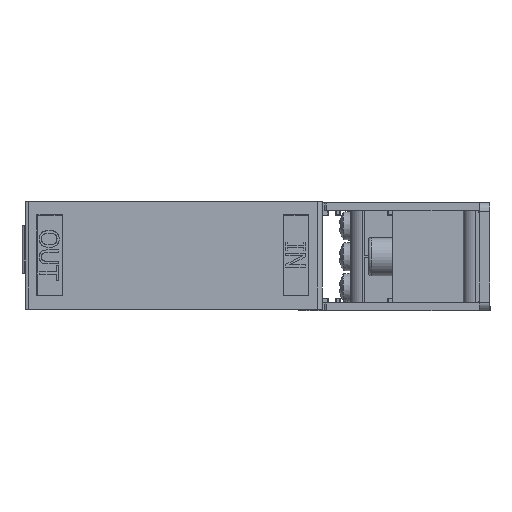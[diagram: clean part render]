
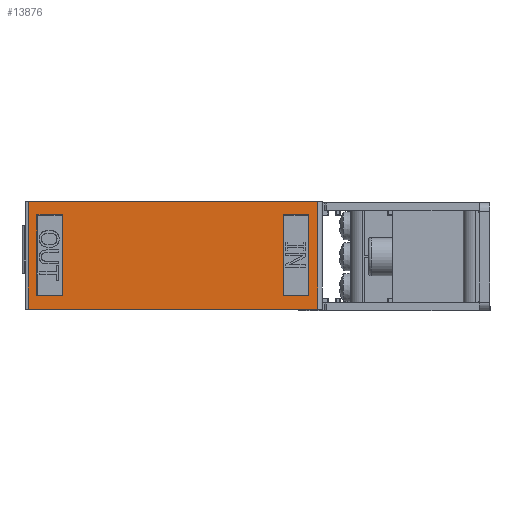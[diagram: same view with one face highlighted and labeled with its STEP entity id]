
A CAD part, left-side view. The second image highlights one B-rep face of the part: STEP entity #13876.
In plain terms, the highlighted face is planar.
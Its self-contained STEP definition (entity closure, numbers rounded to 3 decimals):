
#365=FACE_BOUND('',#2636,.T.);
#366=FACE_BOUND('',#2637,.T.);
#1026=PLANE('',#15060);
#1796=FACE_OUTER_BOUND('',#2635,.T.);
#2635=EDGE_LOOP('',(#12611,#12612,#12613,#12614));
#2636=EDGE_LOOP('',(#12615,#12616,#12617,#12618));
#2637=EDGE_LOOP('',(#12619,#12620,#12621,#12622));
#3825=LINE('',#24074,#5089);
#3829=LINE('',#24082,#5093);
#3832=LINE('',#24088,#5096);
#3835=LINE('',#24093,#5099);
#3849=LINE('',#24123,#5113);
#3853=LINE('',#24131,#5117);
#3856=LINE('',#24137,#5120);
#3859=LINE('',#24142,#5123);
#3861=LINE('',#24148,#5125);
#3862=LINE('',#24150,#5126);
#3863=LINE('',#24152,#5127);
#3864=LINE('',#24153,#5128);
#5089=VECTOR('',#18221,10.);
#5093=VECTOR('',#18227,10.);
#5096=VECTOR('',#18232,10.);
#5099=VECTOR('',#18237,10.);
#5113=VECTOR('',#18263,10.);
#5117=VECTOR('',#18269,10.);
#5120=VECTOR('',#18274,10.);
#5123=VECTOR('',#18279,10.);
#5125=VECTOR('',#18285,3.);
#5126=VECTOR('',#18286,10.);
#5127=VECTOR('',#18287,10.);
#5128=VECTOR('',#18288,10.);
#6847=VERTEX_POINT('',#24072);
#6848=VERTEX_POINT('',#24073);
#6851=VERTEX_POINT('',#24081);
#6853=VERTEX_POINT('',#24087);
#6863=VERTEX_POINT('',#24121);
#6864=VERTEX_POINT('',#24122);
#6867=VERTEX_POINT('',#24130);
#6869=VERTEX_POINT('',#24136);
#6871=VERTEX_POINT('',#24146);
#6872=VERTEX_POINT('',#24147);
#6873=VERTEX_POINT('',#24149);
#6874=VERTEX_POINT('',#24151);
#8775=EDGE_CURVE('',#6847,#6848,#3825,.T.);
#8779=EDGE_CURVE('',#6848,#6851,#3829,.T.);
#8782=EDGE_CURVE('',#6851,#6853,#3832,.T.);
#8785=EDGE_CURVE('',#6853,#6847,#3835,.T.);
#8799=EDGE_CURVE('',#6863,#6864,#3849,.T.);
#8803=EDGE_CURVE('',#6864,#6867,#3853,.T.);
#8806=EDGE_CURVE('',#6867,#6869,#3856,.T.);
#8809=EDGE_CURVE('',#6869,#6863,#3859,.T.);
#8811=EDGE_CURVE('',#6871,#6872,#3861,.T.);
#8812=EDGE_CURVE('',#6873,#6871,#3862,.T.);
#8813=EDGE_CURVE('',#6873,#6874,#3863,.T.);
#8814=EDGE_CURVE('',#6872,#6874,#3864,.T.);
#12611=ORIENTED_EDGE('',*,*,#8811,.F.);
#12612=ORIENTED_EDGE('',*,*,#8812,.F.);
#12613=ORIENTED_EDGE('',*,*,#8813,.T.);
#12614=ORIENTED_EDGE('',*,*,#8814,.F.);
#12615=ORIENTED_EDGE('',*,*,#8775,.T.);
#12616=ORIENTED_EDGE('',*,*,#8779,.T.);
#12617=ORIENTED_EDGE('',*,*,#8782,.T.);
#12618=ORIENTED_EDGE('',*,*,#8785,.T.);
#12619=ORIENTED_EDGE('',*,*,#8799,.T.);
#12620=ORIENTED_EDGE('',*,*,#8803,.T.);
#12621=ORIENTED_EDGE('',*,*,#8806,.T.);
#12622=ORIENTED_EDGE('',*,*,#8809,.T.);
#13876=ADVANCED_FACE('',(#1796,#365,#366),#1026,.T.);
#15060=AXIS2_PLACEMENT_3D('',#24145,#18283,#18284);
#18221=DIRECTION('',(0.,0.,-1.));
#18227=DIRECTION('',(1.,0.,0.));
#18232=DIRECTION('',(0.,0.,1.));
#18237=DIRECTION('',(-1.,0.,0.));
#18263=DIRECTION('',(0.,0.,-1.));
#18269=DIRECTION('',(1.,0.,0.));
#18274=DIRECTION('',(0.,0.,1.));
#18279=DIRECTION('',(-1.,0.,0.));
#18283=DIRECTION('center_axis',(0.,1.,0.));
#18284=DIRECTION('ref_axis',(0.,0.,-1.));
#18285=DIRECTION('',(-1.,0.,0.));
#18286=DIRECTION('',(0.,0.,1.));
#18287=DIRECTION('',(-1.,0.,0.));
#18288=DIRECTION('',(0.,0.,-1.));
#24072=CARTESIAN_POINT('',(-39.4,2.5,67.812));
#24073=CARTESIAN_POINT('',(-39.4,2.5,57.012));
#24074=CARTESIAN_POINT('',(-39.4,2.5,64.776));
#24081=CARTESIAN_POINT('',(-5.6,2.5,57.012));
#24082=CARTESIAN_POINT('',(-2.8,2.5,57.012));
#24087=CARTESIAN_POINT('',(-5.6,2.5,67.812));
#24088=CARTESIAN_POINT('',(-5.6,2.5,70.176));
#24093=CARTESIAN_POINT('',(-19.7,2.5,67.812));
#24121=CARTESIAN_POINT('',(-39.4,2.5,-35.03));
#24122=CARTESIAN_POINT('',(-39.4,2.5,-45.83));
#24123=CARTESIAN_POINT('',(-39.4,2.5,13.355));
#24130=CARTESIAN_POINT('',(-5.6,2.5,-45.83));
#24131=CARTESIAN_POINT('',(-2.8,2.5,-45.83));
#24136=CARTESIAN_POINT('',(-5.6,2.5,-35.03));
#24137=CARTESIAN_POINT('',(-5.6,2.5,18.755));
#24142=CARTESIAN_POINT('',(-19.7,2.5,-35.03));
#24145=CARTESIAN_POINT('Origin',(0.,2.5,72.54));
#24146=CARTESIAN_POINT('',(0.,2.5,71.412));
#24147=CARTESIAN_POINT('',(-45.,2.5,71.412));
#24148=CARTESIAN_POINT('',(-7.5,2.5,71.412));
#24149=CARTESIAN_POINT('',(0.,2.5,-49.43));
#24150=CARTESIAN_POINT('',(0.,2.5,-49.43));
#24151=CARTESIAN_POINT('',(-45.,2.5,-49.43));
#24152=CARTESIAN_POINT('',(0.,2.5,-49.43));
#24153=CARTESIAN_POINT('',(-45.,2.5,-49.43));
